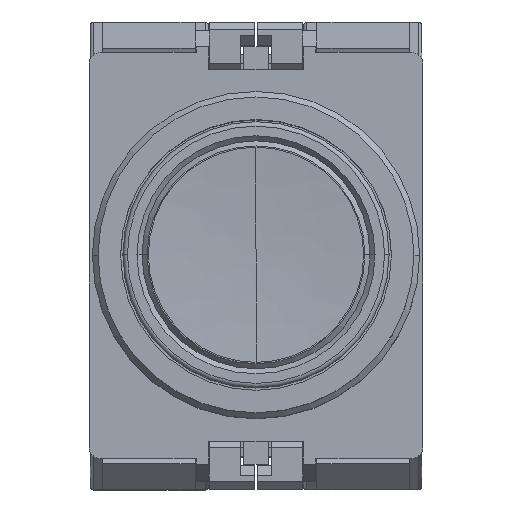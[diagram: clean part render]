
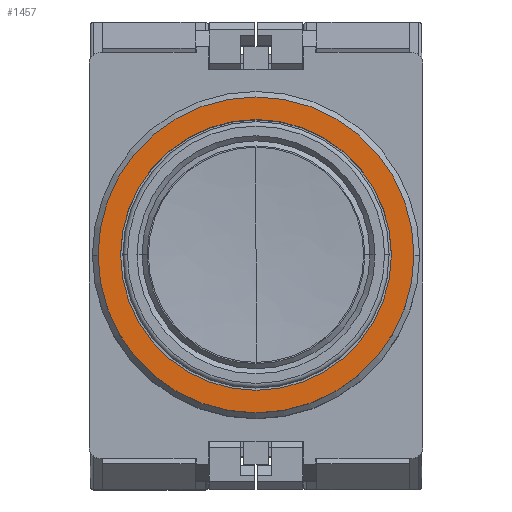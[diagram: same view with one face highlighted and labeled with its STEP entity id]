
A CAD part, top view. The second image highlights one B-rep face of the part: STEP entity #1457.
In plain terms, the highlighted planar face has unit normal (0, 0, 1).
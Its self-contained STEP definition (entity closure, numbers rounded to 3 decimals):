
#149 = AXIS2_PLACEMENT_3D ( 'NONE', #12353, #3452, #7411 ) ;
#579 = ORIENTED_EDGE ( 'NONE', *, *, #12847, .F. ) ;
#1427 = CARTESIAN_POINT ( 'NONE',  ( -14., 0., 13. ) ) ;
#1457 = ADVANCED_FACE ( 'NONE', ( #4023, #7979 ), #11958, .F. ) ;
#1533 = AXIS2_PLACEMENT_3D ( 'NONE', #3067, #7014, #10980 ) ;
#1537 = DIRECTION ( 'NONE',  ( 0., 0., -1. ) ) ;
#1546 = CARTESIAN_POINT ( 'NONE',  ( 14., 0., 13. ) ) ;
#1628 = VERTEX_POINT ( 'NONE', #1546 ) ;
#2536 = CARTESIAN_POINT ( 'NONE',  ( 0., 0., 13. ) ) ;
#3067 = CARTESIAN_POINT ( 'NONE',  ( 14.168, -14.168, 13. ) ) ;
#3089 = EDGE_LOOP ( 'NONE', ( #5454, #579 ) ) ;
#3440 = CIRCLE ( 'NONE', #10707, 12. ) ;
#3452 = DIRECTION ( 'NONE',  ( 0., 0., -1. ) ) ;
#4023 = FACE_BOUND ( 'NONE', #3089, .T. ) ;
#4322 = CARTESIAN_POINT ( 'NONE',  ( 12., 0., 13. ) ) ;
#4564 = CARTESIAN_POINT ( 'NONE',  ( 0., 0., 13. ) ) ;
#4919 = AXIS2_PLACEMENT_3D ( 'NONE', #10417, #1537, #5483 ) ;
#5112 = AXIS2_PLACEMENT_3D ( 'NONE', #2536, #6485, #10454 ) ;
#5454 = ORIENTED_EDGE ( 'NONE', *, *, #12535, .F. ) ;
#5483 = DIRECTION ( 'NONE',  ( 1., 0., 0. ) ) ;
#5730 = CIRCLE ( 'NONE', #149, 14. ) ;
#6485 = DIRECTION ( 'NONE',  ( 0., 0., 1. ) ) ;
#6863 = VERTEX_POINT ( 'NONE', #11313 ) ;
#7014 = DIRECTION ( 'NONE',  ( 0., 0., -1. ) ) ;
#7266 = VERTEX_POINT ( 'NONE', #1427 ) ;
#7411 = DIRECTION ( 'NONE',  ( 1., 0., 0. ) ) ;
#7487 = ORIENTED_EDGE ( 'NONE', *, *, #12822, .F. ) ;
#7979 = FACE_OUTER_BOUND ( 'NONE', #8249, .T. ) ;
#8249 = EDGE_LOOP ( 'NONE', ( #8574, #7487 ) ) ;
#8513 = DIRECTION ( 'NONE',  ( 0., 0., 1. ) ) ;
#8574 = ORIENTED_EDGE ( 'NONE', *, *, #12073, .F. ) ;
#9935 = VERTEX_POINT ( 'NONE', #4322 ) ;
#10417 = CARTESIAN_POINT ( 'NONE',  ( 0., 0., 13. ) ) ;
#10454 = DIRECTION ( 'NONE',  ( 1., 0., 0. ) ) ;
#10515 = CIRCLE ( 'NONE', #4919, 14. ) ;
#10707 = AXIS2_PLACEMENT_3D ( 'NONE', #4564, #8513, #12496 ) ;
#10717 = CIRCLE ( 'NONE', #5112, 12. ) ;
#10980 = DIRECTION ( 'NONE',  ( -1., 0., 0. ) ) ;
#11313 = CARTESIAN_POINT ( 'NONE',  ( -12., 0., 13. ) ) ;
#11958 = PLANE ( 'NONE',  #1533 ) ;
#12073 = EDGE_CURVE ( 'NONE', #1628, #7266, #10515, .T. ) ;
#12353 = CARTESIAN_POINT ( 'NONE',  ( 0., 0., 13. ) ) ;
#12496 = DIRECTION ( 'NONE',  ( 1., 0., 0. ) ) ;
#12535 = EDGE_CURVE ( 'NONE', #9935, #6863, #3440, .T. ) ;
#12822 = EDGE_CURVE ( 'NONE', #7266, #1628, #5730, .T. ) ;
#12847 = EDGE_CURVE ( 'NONE', #6863, #9935, #10717, .T. ) ;
